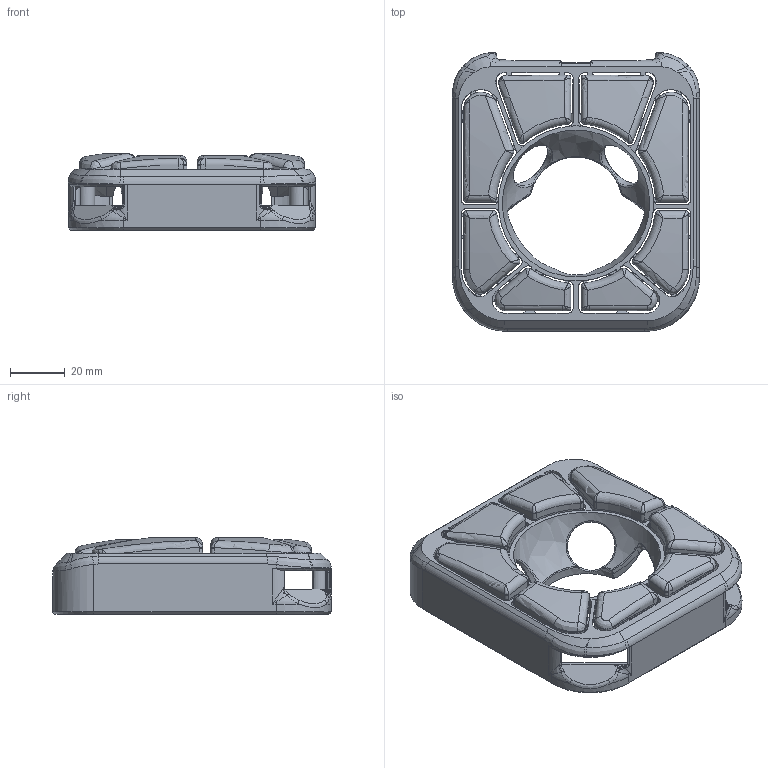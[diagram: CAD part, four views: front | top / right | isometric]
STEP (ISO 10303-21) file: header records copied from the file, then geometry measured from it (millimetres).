
FILE_DESCRIPTION(/* description */ ('STEP AP242 Edition 2','CAx-IF Rec.Pracs.---Representation and Presentation of Product Manufacturing Information (PMI)---4.0---2014-10-13','CAx-IF Rec.Pracs.---3D Tessellated Geometry---0.4---2014-09-14','2;1','CAx-IF Rec.Pracs.---User Defined Attributes---1.5---2016-08-15'),/* implementation_level */ '2;1');
FILE_NAME(/* name */ '693a183565055a26564921cc',/* time_stamp */ '2025-12-11T01:02:48Z',/* author */ (''),/* organization */ (''),/* preprocessor_version */ 'ST-DEVELOPER v20',/* originating_system */ 'ONSHAPE BY PTC INC, 1.207',/* authorisation */ ' ');
FILE_SCHEMA (('AP242_MANAGED_MODEL_BASED_3D_ENGINEERING_MIM_LF { 1 0 10303 442 3 1 4 }'));
Products named in the file (14): Button 7; Button 8; Button 1; Button 2; Button 3; Button 4; Button 5; Button 6; Shell; Thread
Bounding box: 90.3 x 101.85 x 28.11 mm (x, y, z)
Volume: 39726 mm3; surface area: 43953 mm2
Topology: 14 solids, 14 shells, 1673 faces, 4683 edges, 2971 vertices
Faces by surface type: plane 776, cylinder 425, bspline 283, cone 98, torus 76, sphere 15
Full cylindrical faces by diameter (mm): 3.4 x5, 3.5 x5, 4 x2, 4.2 x2, 4.3 x2, 5 x2, 17.5 x2
Entity records: 57805 total; most frequent: CARTESIAN_POINT 16600, ORIENTED_EDGE 9164, DIRECTION 7862, EDGE_CURVE 4582, VERTEX_POINT 2951, AXIS2_PLACEMENT_3D 2817, LINE 2228, VECTOR 2228
